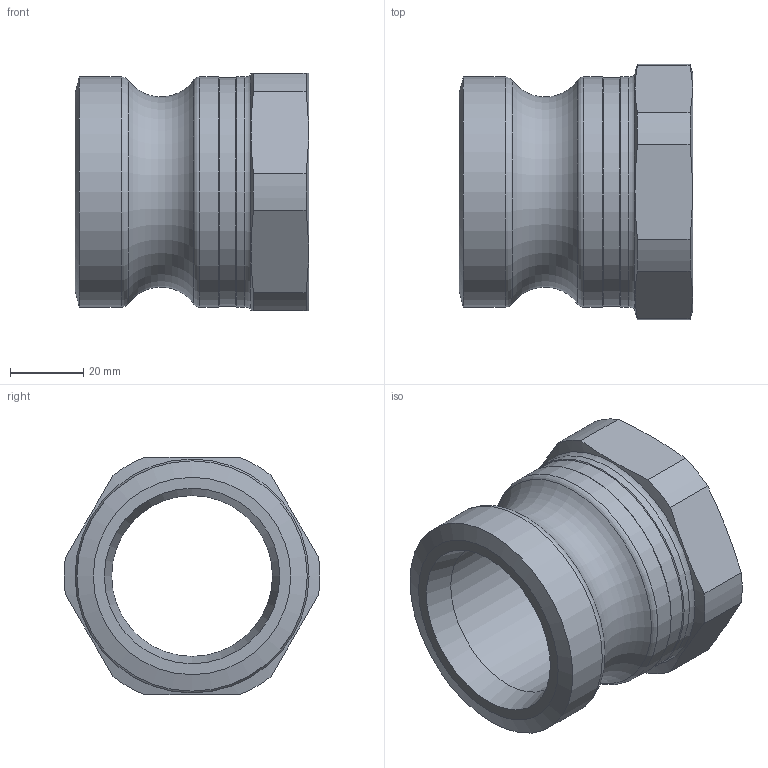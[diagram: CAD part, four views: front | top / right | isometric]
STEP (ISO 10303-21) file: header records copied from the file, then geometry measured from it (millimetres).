
FILE_DESCRIPTION(/* description */ ('INNENGEWINDESTECKER G 1.1/2"'),/* implementation_level */ '2;1');
FILE_NAME(/* name */ 'vig_15_50_n.stp',/* time_stamp */ '2020-04-20T10:15:05+02:00',/* author */ ('ertl'),/* organization */ (''),/* preprocessor_version */ 'ST-DEVELOPER v17',/* originating_system */ 'Autodesk Inventor 2018',/* authorisation */ '92341,48 mm^3');
FILE_SCHEMA (('AUTOMOTIVE_DESIGN { 1 0 10303 214 3 1 1 }'));
Length unit declared in the file: millimetre
Products named in the file (1): ENG-010321
Bounding box: 64 x 69.96 x 65 mm (x, y, z)
Volume: 92123.8 mm3; surface area: 25348.8 mm2
Topology: 1 solids, 1 shells, 32 faces, 96 edges, 66 vertices
Faces by surface type: cylinder 12, cone 8, plane 8, torus 4
Full cylindrical faces by diameter (mm): 44 x1, 45 x1, 62.5 x1, 63 x3
Entity records: 1196 total; most frequent: CARTESIAN_POINT 219, DIRECTION 208, ORIENTED_EDGE 192, EDGE_CURVE 96, AXIS2_PLACEMENT_3D 91, VERTEX_POINT 66, CIRCLE 58, EDGE_LOOP 34
